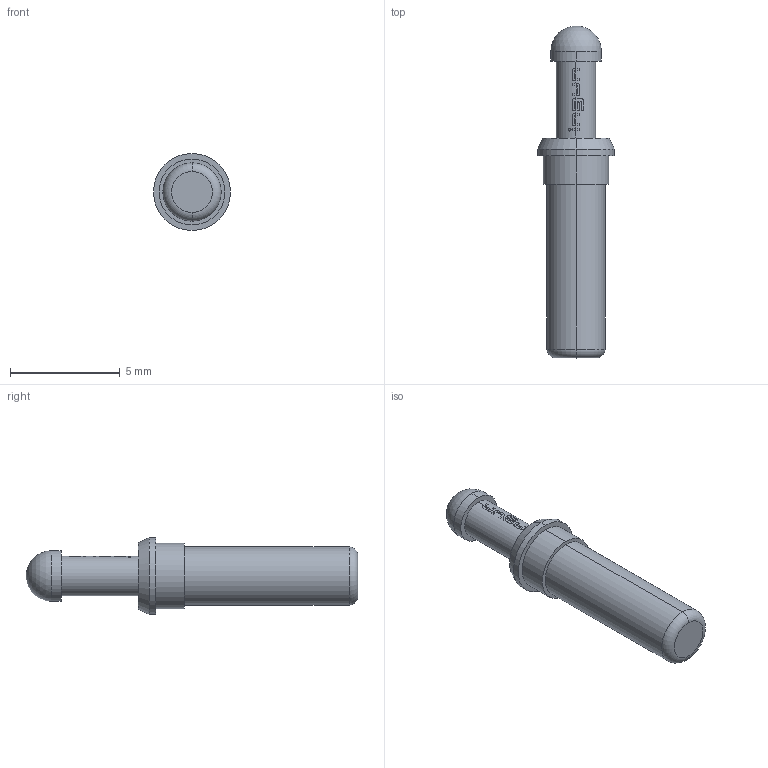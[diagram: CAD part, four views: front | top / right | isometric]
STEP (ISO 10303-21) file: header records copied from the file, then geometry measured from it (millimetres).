
FILE_DESCRIPTION (( 'STEP AP203' ), '1' );
FILE_NAME ('INGUN_GKS-913_305_230_A_xx02_Z.STEP', '2021-09-20T08:57:38', ( 'ochi' ), ( '' ), 'SwSTEP 2.0', 'SolidWorks 2018', '' );
FILE_SCHEMA (( 'CONFIG_CONTROL_DESIGN' ));
Length unit declared in the file: millimetre
Products named in the file (1): INGUN_GKS-913_305_230_A_xx02_Z
Bounding box: 3.5 x 15.1 x 3.5 mm (x, y, z)
Volume: 73.5 mm3; surface area: 132.9 mm2
Topology: 1 solids, 1 shells, 101 faces, 281 edges, 186 vertices
Faces by surface type: bspline 37, plane 30, cylinder 29, torus 2, cone 2, sphere 1
Entity records: 4319 total; most frequent: CARTESIAN_POINT 2195, ORIENTED_EDGE 556, EDGE_CURVE 278, B_SPLINE_CURVE_WITH_KNOTS 222, DIRECTION 212, VERTEX_POINT 184, EDGE_LOOP 106, ADVANCED_FACE 101
